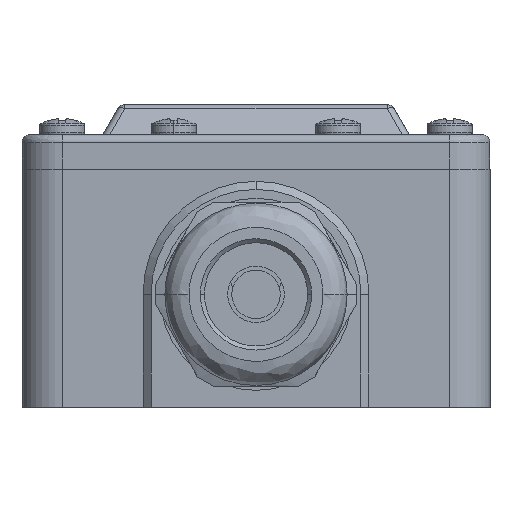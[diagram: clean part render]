
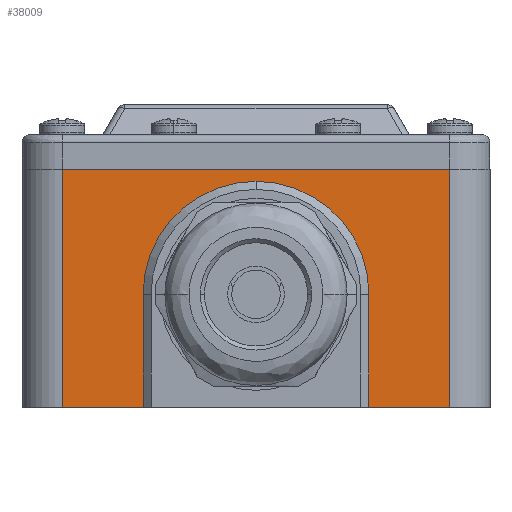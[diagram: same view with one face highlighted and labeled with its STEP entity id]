
A CAD part, front view. The second image highlights one B-rep face of the part: STEP entity #38009.
In plain terms, the highlighted planar face has unit normal (0, -1, 0).
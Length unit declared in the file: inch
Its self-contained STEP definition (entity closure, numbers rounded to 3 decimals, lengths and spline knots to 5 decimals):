
#176 = DIRECTION ( 'NONE',  ( 0., 0., 1. ) ) ;
#199 = VECTOR ( 'NONE', #47535, 39.37008 ) ;
#399 = AXIS2_PLACEMENT_3D ( 'NONE', #17341, #33585, #13351 ) ;
#987 = EDGE_CURVE ( 'NONE', #2934, #43188, #24461, .T. ) ;
#2561 = LINE ( 'NONE', #5319, #199 ) ;
#2934 = VERTEX_POINT ( 'NONE', #40454 ) ;
#5319 = CARTESIAN_POINT ( 'NONE',  ( 0.94488, -2.65748, 0.55118 ) ) ;
#5754 = VECTOR ( 'NONE', #7805, 39.37008 ) ;
#6125 = CARTESIAN_POINT ( 'NONE',  ( -1.02362, -2.65748, 1.16142 ) ) ;
#6190 = CARTESIAN_POINT ( 'NONE',  ( 0.94488, -2.65748, 0. ) ) ;
#6662 = DIRECTION ( 'NONE',  ( 0., 1., 0. ) ) ;
#7380 = DIRECTION ( 'NONE',  ( 0., -1., 0. ) ) ;
#7805 = DIRECTION ( 'NONE',  ( 0., 0., -1. ) ) ;
#7841 = EDGE_CURVE ( 'NONE', #10757, #43188, #48795, .T. ) ;
#7987 = ORIENTED_EDGE ( 'NONE', *, *, #32093, .F. ) ;
#10757 = VERTEX_POINT ( 'NONE', #18775 ) ;
#11108 = DIRECTION ( 'NONE',  ( 0., 0., 1. ) ) ;
#11804 = ORIENTED_EDGE ( 'NONE', *, *, #45693, .F. ) ;
#11879 = VECTOR ( 'NONE', #11108, 39.37008 ) ;
#12177 = DIRECTION ( 'NONE',  ( 1., 0., 0. ) ) ;
#13051 = ORIENTED_EDGE ( 'NONE', *, *, #25078, .T. ) ;
#13133 = EDGE_LOOP ( 'NONE', ( #19033, #45788, #24094, #7987, #13051, #21661, #11804, #51761, #42395 ) ) ;
#13351 = DIRECTION ( 'NONE',  ( 0., 0., 1. ) ) ;
#13638 = CIRCLE ( 'NONE', #43383, 0.55118 ) ;
#14170 = VERTEX_POINT ( 'NONE', #36870 ) ;
#14404 = VERTEX_POINT ( 'NONE', #6190 ) ;
#15280 = EDGE_CURVE ( 'NONE', #2934, #51022, #19130, .T. ) ;
#15397 = VECTOR ( 'NONE', #15546, 39.37008 ) ;
#15546 = DIRECTION ( 'NONE',  ( 1., 0., 0. ) ) ;
#16554 = LINE ( 'NONE', #36525, #46090 ) ;
#17341 = CARTESIAN_POINT ( 'NONE',  ( 0., -2.65748, 0.55118 ) ) ;
#18775 = CARTESIAN_POINT ( 'NONE',  ( -0.55118, -2.65748, 0.55118 ) ) ;
#19033 = ORIENTED_EDGE ( 'NONE', *, *, #7841, .F. ) ;
#19130 = LINE ( 'NONE', #19653, #11879 ) ;
#19653 = CARTESIAN_POINT ( 'NONE',  ( -0.94488, -2.65748, 1.16142 ) ) ;
#21661 = ORIENTED_EDGE ( 'NONE', *, *, #32195, .F. ) ;
#22487 = EDGE_CURVE ( 'NONE', #24450, #31984, #25116, .T. ) ;
#23754 = CARTESIAN_POINT ( 'NONE',  ( 0., -2.65748, 1.10236 ) ) ;
#24094 = ORIENTED_EDGE ( 'NONE', *, *, #22487, .F. ) ;
#24450 = VERTEX_POINT ( 'NONE', #35404 ) ;
#24461 = LINE ( 'NONE', #52075, #45358 ) ;
#25078 = EDGE_CURVE ( 'NONE', #48432, #14404, #38730, .T. ) ;
#25116 = CIRCLE ( 'NONE', #399, 0.55118 ) ;
#26394 = FACE_OUTER_BOUND ( 'NONE', #13133, .T. ) ;
#26679 = AXIS2_PLACEMENT_3D ( 'NONE', #6125, #6662, #43384 ) ;
#28183 = EDGE_CURVE ( 'NONE', #31984, #10757, #13638, .T. ) ;
#31984 = VERTEX_POINT ( 'NONE', #23754 ) ;
#32093 = EDGE_CURVE ( 'NONE', #48432, #24450, #16554, .T. ) ;
#32195 = EDGE_CURVE ( 'NONE', #14170, #14404, #2561, .T. ) ;
#32534 = DIRECTION ( 'NONE',  ( 0., 0., 1. ) ) ;
#32866 = CARTESIAN_POINT ( 'NONE',  ( -0.55118, -2.65748, 1.16142 ) ) ;
#33585 = DIRECTION ( 'NONE',  ( 0., -1., 0. ) ) ;
#33688 = CARTESIAN_POINT ( 'NONE',  ( -0.94488, -2.65748, 1.16142 ) ) ;
#35404 = CARTESIAN_POINT ( 'NONE',  ( 0.55118, -2.65748, 0.55118 ) ) ;
#36525 = CARTESIAN_POINT ( 'NONE',  ( 0.55118, -2.65748, 1.16142 ) ) ;
#36870 = CARTESIAN_POINT ( 'NONE',  ( 0.94488, -2.65748, 1.16142 ) ) ;
#38009 = ADVANCED_FACE ( 'NONE', ( #26394 ), #42594, .F. ) ;
#38730 = LINE ( 'NONE', #43488, #15397 ) ;
#40454 = CARTESIAN_POINT ( 'NONE',  ( -0.94488, -2.65748, 0. ) ) ;
#40689 = CARTESIAN_POINT ( 'NONE',  ( -1.02362, -2.65748, 1.16142 ) ) ;
#42395 = ORIENTED_EDGE ( 'NONE', *, *, #987, .T. ) ;
#42594 = PLANE ( 'NONE',  #26679 ) ;
#43188 = VERTEX_POINT ( 'NONE', #44246 ) ;
#43383 = AXIS2_PLACEMENT_3D ( 'NONE', #52620, #7380, #176 ) ;
#43384 = DIRECTION ( 'NONE',  ( 0., 0., 1. ) ) ;
#43488 = CARTESIAN_POINT ( 'NONE',  ( -1.02362, -2.65748, 0. ) ) ;
#44098 = VECTOR ( 'NONE', #48667, 39.37008 ) ;
#44246 = CARTESIAN_POINT ( 'NONE',  ( -0.55118, -2.65748, 0. ) ) ;
#45207 = LINE ( 'NONE', #40689, #44098 ) ;
#45358 = VECTOR ( 'NONE', #12177, 39.37008 ) ;
#45693 = EDGE_CURVE ( 'NONE', #51022, #14170, #45207, .T. ) ;
#45788 = ORIENTED_EDGE ( 'NONE', *, *, #28183, .F. ) ;
#46090 = VECTOR ( 'NONE', #32534, 39.37008 ) ;
#46667 = CARTESIAN_POINT ( 'NONE',  ( 0.55118, -2.65748, 0. ) ) ;
#47535 = DIRECTION ( 'NONE',  ( 0., 0., -1. ) ) ;
#48432 = VERTEX_POINT ( 'NONE', #46667 ) ;
#48667 = DIRECTION ( 'NONE',  ( 1., 0., 0. ) ) ;
#48795 = LINE ( 'NONE', #32866, #5754 ) ;
#51022 = VERTEX_POINT ( 'NONE', #33688 ) ;
#51761 = ORIENTED_EDGE ( 'NONE', *, *, #15280, .F. ) ;
#52075 = CARTESIAN_POINT ( 'NONE',  ( -1.02362, -2.65748, 0. ) ) ;
#52620 = CARTESIAN_POINT ( 'NONE',  ( 0., -2.65748, 0.55118 ) ) ;
